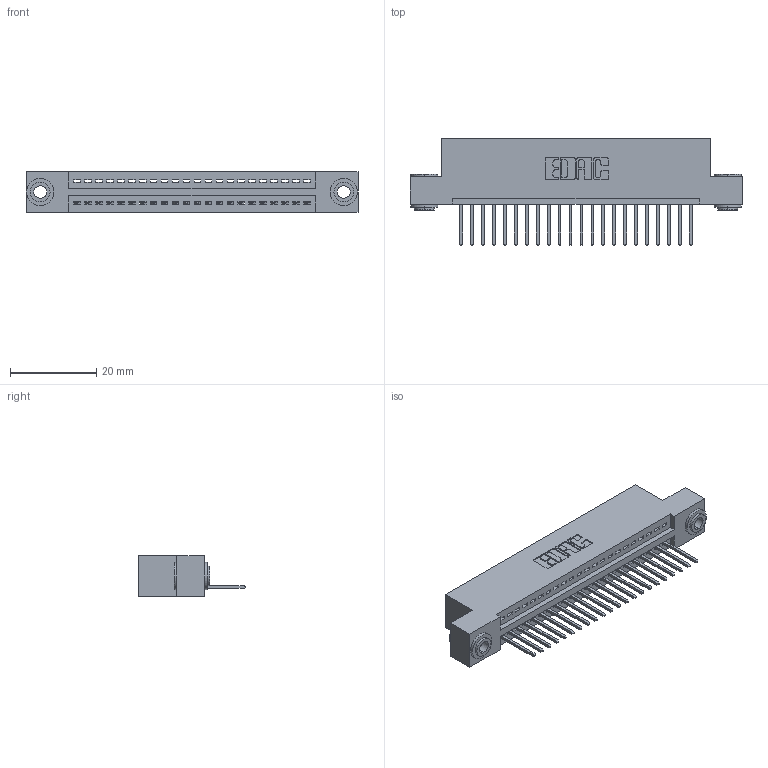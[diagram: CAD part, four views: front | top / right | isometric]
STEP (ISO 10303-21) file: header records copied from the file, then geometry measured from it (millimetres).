
FILE_DESCRIPTION (( 'STEP AP203' ), '1' );
FILE_NAME ('345-022-523-103.STEP', '2018-08-20T12:03:13', ( '' ), ( '' ), 'SwSTEP 2.0', 'SolidWorks 2016', '' );
FILE_SCHEMA (( 'CONFIG_CONTROL_DESIGN' ));
Length unit declared in the file: inch
Products named in the file (4): 345-022-523-103; 345 Part_Flush Mounting Lugs - 0.156 Dia-TH; 345-292-001_345-293-123; 345-250-002_345-250-002-102
Assembly tree (25 placements, depth 2):
  345-022-523-103
    345 Part_Flush Mounting Lugs - 0.156 Dia-TH
    345-292-001_345-293-123  x22
    345-250-002_345-250-002-102  x2
Bounding box: 77.09 x 24.82 x 9.4 mm (x, y, z)
Volume: 7169 mm3; surface area: 9493.6 mm2
Topology: 25 solids, 25 shells, 1440 faces, 4289 edges, 2826 vertices
Faces by surface type: plane 970, cylinder 462, cone 8
Entity records: 19918 total; most frequent: CARTESIAN_POINT 3429, ORIENTED_EDGE 3378, DIRECTION 3055, EDGE_CURVE 1689, LINE 1445, VECTOR 1445, VERTEX_POINT 1122, AXIS2_PLACEMENT_3D 805
